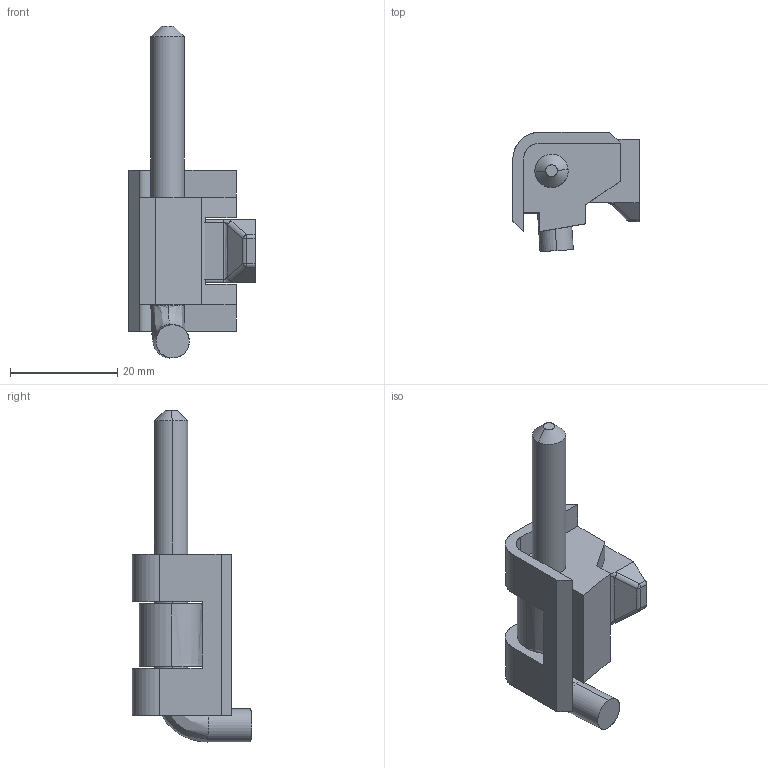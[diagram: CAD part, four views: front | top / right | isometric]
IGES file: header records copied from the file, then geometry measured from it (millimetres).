
Start section: SolidWorks IGES file using analytic representation for surfaces
Global section: file name: CL-216.IGS; native system: SolidWorks 2006 by SolidWorks Corporation; preprocessor: SolidWorks 2006 by SolidWorks Corporation; author: Deathkiller; date: 080724.133031; units: millimetre
Bounding box: 23.5 x 22.18 x 61.81 mm (x, y, z)
Surface area: 5929.1 mm2 (no closed solid volume)
Topology: 0 solids, 0 shells, 69 faces, 756 edges, 756 vertices
Faces by surface type: bspline 39, revolution 30
